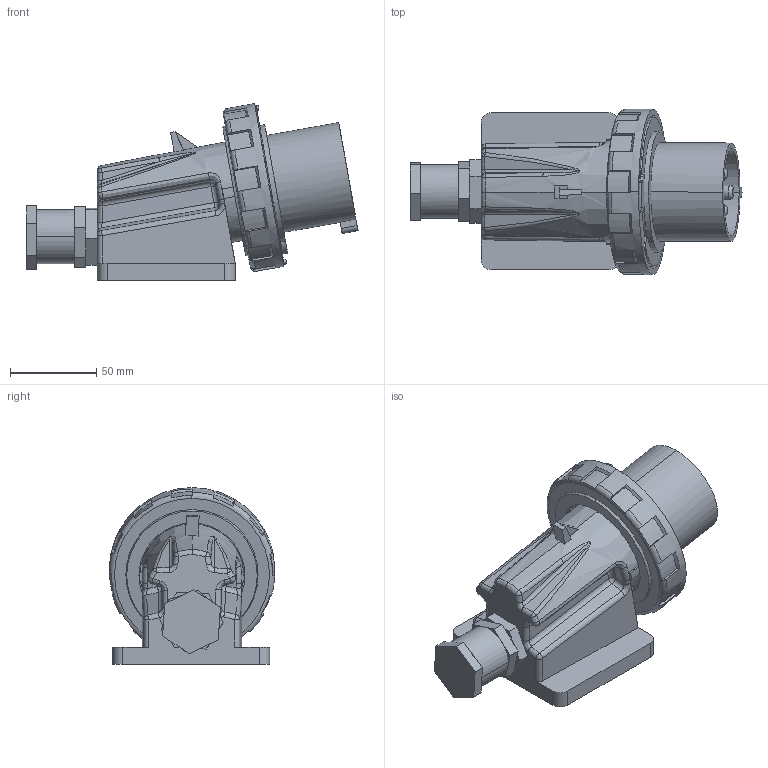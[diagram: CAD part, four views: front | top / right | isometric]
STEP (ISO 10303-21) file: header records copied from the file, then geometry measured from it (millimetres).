
FILE_DESCRIPTION((''),'2;1');
FILE_NAME('GW60437_ASM','2021-09-29T13:29:11',('User'),('Axiro Italia'),'CREO PARAMETRIC BY PTC INC, 2020354','CREO PARAMETRIC BY PTC INC, 2020354','');
FILE_SCHEMA(('CONFIG_CONTROL_DESIGN'));
Length unit declared in the file: millimetre
Products named in the file (4): GW60437_COMPONENTE_A_OR; GW60437_COMPONENTE_B_OR; GW60437_COMPONENTE_C_OR; GW60437_ASM
Assembly tree (3 placements, depth 2):
  GW60437_ASM
    GW60437_COMPONENTE_A_OR
    GW60437_COMPONENTE_B_OR
    GW60437_COMPONENTE_C_OR
Bounding box: 192.36 x 95.83 x 102.44 mm (x, y, z)
Volume: 247700.6 mm3; surface area: 124327.1 mm2
Topology: 3 solids, 3 shells, 420 faces, 1075 edges, 681 vertices
Faces by surface type: plane 206, cylinder 129, cone 36, bspline 27, sphere 16, torus 6
Entity records: 15348 total; most frequent: CARTESIAN_POINT 5210, ORIENTED_EDGE 2142, DIRECTION 2095, EDGE_CURVE 1071, AXIS2_PLACEMENT_3D 818, VERTEX_POINT 681, VECTOR 459, LINE 459
